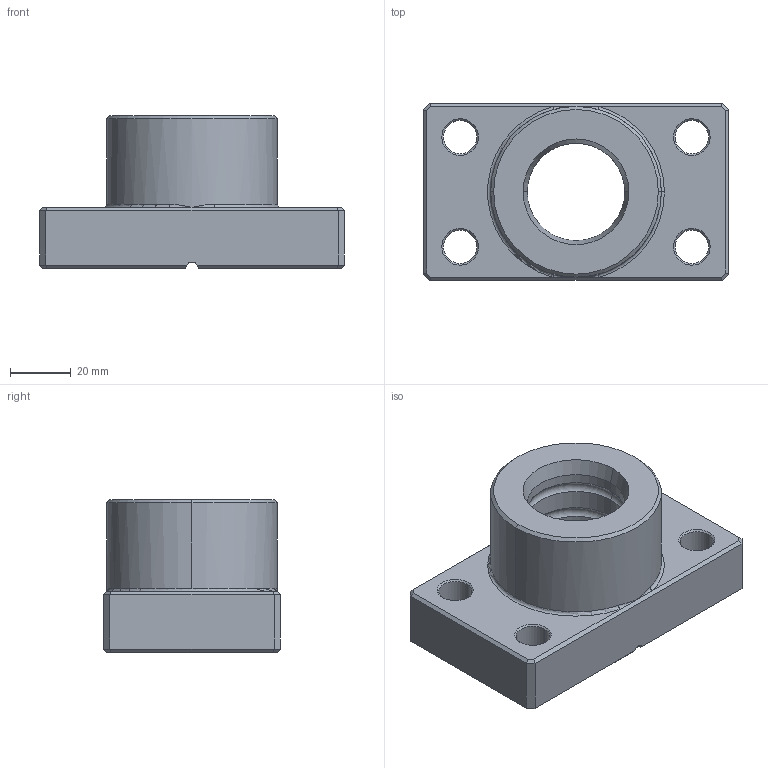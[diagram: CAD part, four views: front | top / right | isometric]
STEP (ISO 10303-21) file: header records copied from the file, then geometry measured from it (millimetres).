
FILE_DESCRIPTION (( 'STEP AP214' ), '1' );
FILE_NAME ('SBZ-D32.step', '2021-09-18T09:14:03', ( 'User' ), ( 'china' ), 'SwSTEP 2.0', 'SolidWorks 2016', '' );
FILE_SCHEMA (( 'AUTOMOTIVE_DESIGN' ));
Length unit declared in the file: millimetre
Products named in the file (1): SBZ-D32
Bounding box: 100 x 58 x 50 mm (x, y, z)
Volume: 140161.6 mm3; surface area: 28024.8 mm2
Topology: 1 solids, 1 shells, 111 faces, 268 edges, 156 vertices
Faces by surface type: plane 41, cylinder 32, cone 23, torus 11, bspline 4
Entity records: 3383 total; most frequent: CARTESIAN_POINT 746, DIRECTION 571, ORIENTED_EDGE 528, EDGE_CURVE 264, AXIS2_PLACEMENT_3D 213, VERTEX_POINT 156, LINE 145, VECTOR 145
